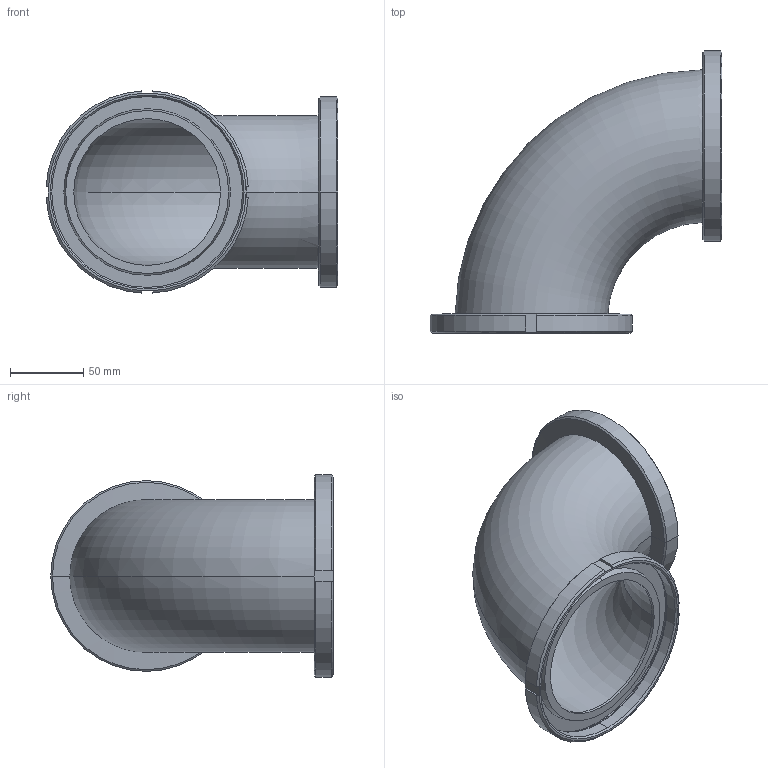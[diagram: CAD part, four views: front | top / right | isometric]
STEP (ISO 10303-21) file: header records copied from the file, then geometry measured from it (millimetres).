
FILE_DESCRIPTION (( 'STEP AP203' ), '1' );
FILE_NAME ('3D_M3007_DN100_174784370.STEP', '2024-11-22T11:17:28', ( '' ), ( '' ), 'SwSTEP 2.0', 'SolidWorks 2023', '' );
FILE_SCHEMA (( 'CONFIG_CONTROL_DESIGN' ));
Length unit declared in the file: millimetre
Products named in the file (1): 3D_M3007_DN100_174784370
Bounding box: 198.9 x 192.49 x 137.8 mm (x, y, z)
Volume: 181689.6 mm3; surface area: 168820.1 mm2
Topology: 2 solids, 2 shells, 66 faces, 148 edges, 90 vertices
Faces by surface type: cone 26, plane 20, cylinder 16, torus 4
Entity records: 2210 total; most frequent: CARTESIAN_POINT 674, DIRECTION 312, ORIENTED_EDGE 296, EDGE_CURVE 148, AXIS2_PLACEMENT_3D 133, VERTEX_POINT 90, EDGE_LOOP 74, FACE_OUTER_BOUND 66
